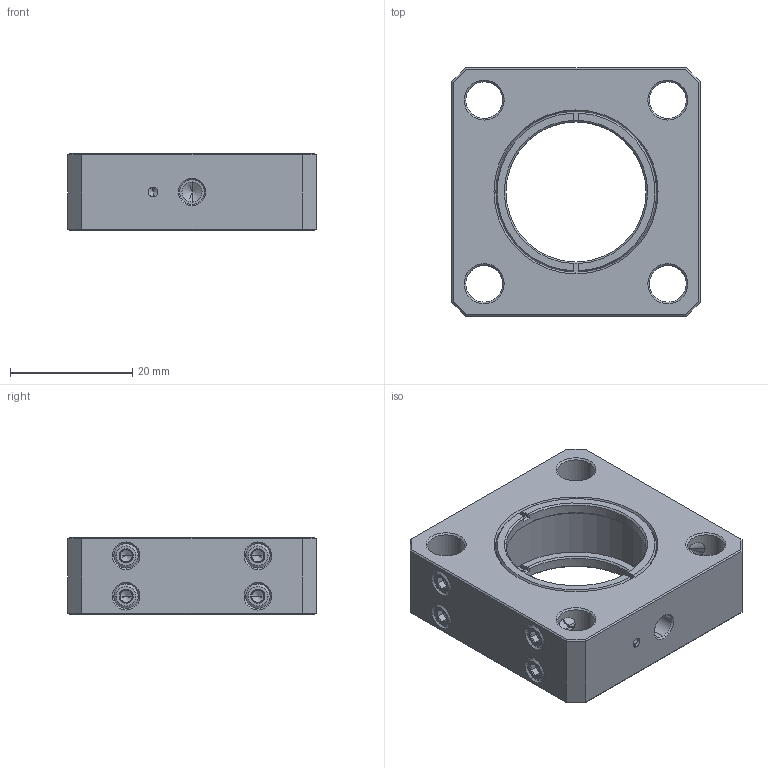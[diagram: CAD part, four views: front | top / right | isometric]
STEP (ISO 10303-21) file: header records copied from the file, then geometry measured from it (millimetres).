
FILE_DESCRIPTION (( 'STEP AP214' ), '1' );
FILE_NAME ('TTN191182-E0W.STEP', '2019-07-22T18:07:20', ( '' ), ( '' ), 'SwSTEP 2.0', 'SolidWorks 2018', '' );
FILE_SCHEMA (( 'AUTOMOTIVE_DESIGN' ));
Length unit declared in the file: inch
Products named in the file (1): TTN191182-E0W
Bounding box: 40.64 x 40.64 x 12.7 mm (x, y, z)
Volume: 12307.3 mm3; surface area: 8417.7 mm2
Topology: 11 solids, 11 shells, 703 faces, 1690 edges, 1021 vertices
Faces by surface type: plane 329, cone 186, bspline 116, cylinder 72
Entity records: 32135 total; most frequent: CARTESIAN_POINT 7455, ORIENTED_EDGE 3308, DIRECTION 2844, EDGE_CURVE 1654, VERTEX_POINT 1021, VECTOR 952, LINE 952, AXIS2_PLACEMENT_3D 946
